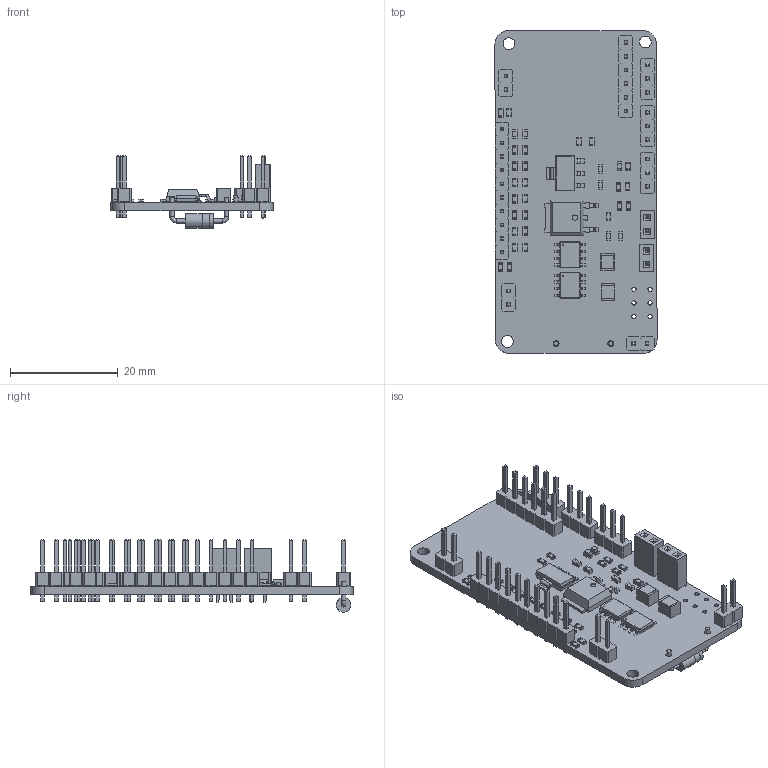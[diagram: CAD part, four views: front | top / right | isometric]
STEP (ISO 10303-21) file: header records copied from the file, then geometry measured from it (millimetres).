
FILE_DESCRIPTION(('KiCad electronic assembly'),'2;1');
FILE_NAME('ADACHI.step','2025-02-05T14:36:50',('Pcbnew'),('Kicad'), 'Open CASCADE STEP processor 7.7','KiCad to STEP converter','Unknown' );
FILE_SCHEMA(('AUTOMOTIVE_DESIGN { 1 0 10303 214 1 1 1 1 }'));
Length unit declared in the file: millimetre
Products named in the file (28): ADACHI 1; PinHeader_1x06_P2.54mm_Vertical; PinHeader_1x06_P254mm_Vertical; R_0603_1608Metric; C_0603_1608Metric; PinHeader_1x02_P2.54mm_Vertical; PinHeader_1x02_P254mm_Vertical; TO-252-2; CQ assembly; PinHeader_1x03_P2.54mm_Vertical; PinHeader_1x03_P254mm_Vertical; PinHeader_1x10_P2.54mm_Vertical; PinHeader_1x10_P254mm_Vertical; LED_0603_1608Metric; C_1210_3225Metric; PinSocket_1x02_P2.54mm_Vertical; PinSocket_1x02_P254mm_Vertical; Texas_HTSOP-8-1EP_3.9x4.9mm_P1.27mm_EP2.85x4.9mm_Mask2.4x3.1mm_
ThermalVias; Texas_HTSOP_8_1EP_39x49mm_P127mm_EP285x49mm_Mask24x31mm_ThermalVias; SOT-223; SOT_223; D_DO-41_SOD81_P10.16mm_Horizontal; ADACHI_PCB
Assembly tree (64 placements, depth 3):
  ADACHI 1
    PinHeader_1x06_P2.54mm_Vertical
      PinHeader_1x06_P254mm_Vertical
    R_0603_1608Metric  x26
      R_0603_1608Metric
    C_0603_1608Metric  x5
      C_0603_1608Metric
    PinHeader_1x02_P2.54mm_Vertical  x3
      PinHeader_1x02_P254mm_Vertical
    TO-252-2
      CQ assembly
    PinHeader_1x03_P2.54mm_Vertical  x3
      PinHeader_1x03_P254mm_Vertical
    PinHeader_1x10_P2.54mm_Vertical
      PinHeader_1x10_P254mm_Vertical
    LED_0603_1608Metric  x2
      LED_0603_1608Metric
    C_1210_3225Metric  x2
      C_1210_3225Metric
    PinSocket_1x02_P2.54mm_Vertical  x2
      PinSocket_1x02_P254mm_Vertical
    Texas_HTSOP-8-1EP_3.9x4.9mm_P1.27mm_EP2.85x4.9mm_Mask2.4x3.1mm_
ThermalVias  x2
      Texas_HTSOP_8_1EP_39x49mm_P127mm_EP285x49mm_Mask24x31mm_ThermalVias
    SOT-223
      SOT_223
    D_DO-41_SOD81_P10.16mm_Horizontal
      D_DO-41_SOD81_P10.16mm_Horizontal
    ADACHI_PCB
Bounding box: 30.1 x 59.9 x 13.45 mm (x, y, z)
Volume: 3845.5 mm3; surface area: 6777.3 mm2
Topology: 55 solids, 55 shells, 2448 faces, 6193 edges, 3952 vertices
Faces by surface type: plane 1894, cylinder 472, bspline 80, torus 2
Full cylindrical faces by diameter (mm): 0.2 x2, 0.33 x12, 0.8 x10, 1 x36, 1.1 x2, 2.2 x3, 2.7 x2, 2.72 x1
Entity records: 40564 total; most frequent: CARTESIAN_POINT 5970, ORIENTED_EDGE 5618, DIRECTION 5395, EDGE_CURVE 2809, LINE 2409, VECTOR 2409, VERTEX_POINT 1780, AXIS2_PLACEMENT_3D 1493
